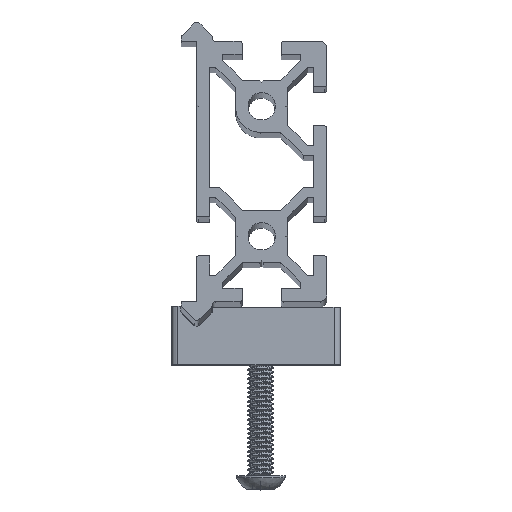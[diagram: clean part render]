
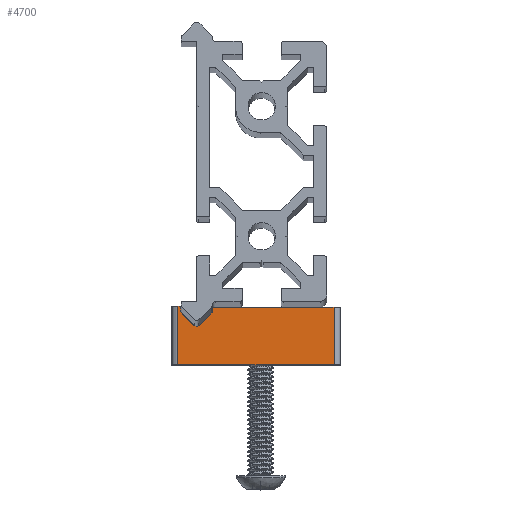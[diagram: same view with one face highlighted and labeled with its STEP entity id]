
A CAD part, top view. The second image highlights one B-rep face of the part: STEP entity #4700.
In plain terms, the highlighted planar face has unit normal (0, 0, 1).
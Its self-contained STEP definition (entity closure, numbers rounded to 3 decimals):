
#214=PLANE('',#5038);
#367=FACE_OUTER_BOUND('',#624,.T.);
#624=EDGE_LOOP('',(#3293,#3294,#3295,#3296,#3297,#3298,#3299,#3300,#3301,
#3302,#3303,#3304,#3305));
#859=LINE('',#6578,#1338);
#864=LINE('',#6590,#1343);
#868=LINE('',#6604,#1347);
#873=LINE('',#6617,#1352);
#887=LINE('',#6666,#1366);
#890=LINE('',#6674,#1369);
#893=LINE('',#6682,#1372);
#896=LINE('',#6689,#1375);
#925=LINE('',#6772,#1404);
#1338=VECTOR('',#5352,10.);
#1343=VECTOR('',#5363,10.);
#1347=VECTOR('',#5375,10.);
#1352=VECTOR('',#5388,10.);
#1366=VECTOR('',#5432,10.);
#1369=VECTOR('',#5441,10.);
#1372=VECTOR('',#5450,10.);
#1375=VECTOR('',#5459,10.);
#1404=VECTOR('',#5548,10.);
#1833=CIRCLE('',#4998,0.4);
#1834=CIRCLE('',#5001,0.6);
#1835=CIRCLE('',#5004,0.6);
#1836=CIRCLE('',#5007,0.6);
#1930=VERTEX_POINT('',#6575);
#1931=VERTEX_POINT('',#6577);
#1935=VERTEX_POINT('',#6589);
#1938=VERTEX_POINT('',#6597);
#1941=VERTEX_POINT('',#6602);
#1963=VERTEX_POINT('',#6659);
#1964=VERTEX_POINT('',#6660);
#1965=VERTEX_POINT('',#6665);
#1966=VERTEX_POINT('',#6669);
#1967=VERTEX_POINT('',#6673);
#1968=VERTEX_POINT('',#6677);
#1969=VERTEX_POINT('',#6681);
#1970=VERTEX_POINT('',#6685);
#2405=EDGE_CURVE('',#1930,#1931,#859,.T.);
#2411=EDGE_CURVE('',#1935,#1931,#864,.T.);
#2418=EDGE_CURVE('',#1941,#1938,#868,.T.);
#2425=EDGE_CURVE('',#1938,#1930,#873,.T.);
#2446=EDGE_CURVE('',#1963,#1964,#1833,.F.);
#2449=EDGE_CURVE('',#1964,#1965,#887,.F.);
#2451=EDGE_CURVE('',#1965,#1966,#1834,.T.);
#2453=EDGE_CURVE('',#1966,#1967,#890,.F.);
#2455=EDGE_CURVE('',#1967,#1968,#1835,.T.);
#2457=EDGE_CURVE('',#1968,#1969,#893,.F.);
#2459=EDGE_CURVE('',#1969,#1970,#1836,.T.);
#2461=EDGE_CURVE('',#1970,#1935,#896,.F.);
#2502=EDGE_CURVE('',#1941,#1963,#925,.T.);
#3293=ORIENTED_EDGE('',*,*,#2405,.F.);
#3294=ORIENTED_EDGE('',*,*,#2425,.F.);
#3295=ORIENTED_EDGE('',*,*,#2418,.F.);
#3296=ORIENTED_EDGE('',*,*,#2502,.T.);
#3297=ORIENTED_EDGE('',*,*,#2446,.T.);
#3298=ORIENTED_EDGE('',*,*,#2449,.T.);
#3299=ORIENTED_EDGE('',*,*,#2451,.T.);
#3300=ORIENTED_EDGE('',*,*,#2453,.T.);
#3301=ORIENTED_EDGE('',*,*,#2455,.T.);
#3302=ORIENTED_EDGE('',*,*,#2457,.T.);
#3303=ORIENTED_EDGE('',*,*,#2459,.T.);
#3304=ORIENTED_EDGE('',*,*,#2461,.T.);
#3305=ORIENTED_EDGE('',*,*,#2411,.T.);
#4700=ADVANCED_FACE('',(#367),#214,.T.);
#4998=AXIS2_PLACEMENT_3D('',#6661,#5426,#5427);
#5001=AXIS2_PLACEMENT_3D('',#6670,#5436,#5437);
#5004=AXIS2_PLACEMENT_3D('',#6678,#5445,#5446);
#5007=AXIS2_PLACEMENT_3D('',#6686,#5454,#5455);
#5038=AXIS2_PLACEMENT_3D('',#6771,#5546,#5547);
#5352=DIRECTION('',(0.,1.,0.));
#5363=DIRECTION('',(-1.,0.,0.));
#5375=DIRECTION('',(0.,-1.,0.));
#5388=DIRECTION('',(-1.,0.,0.));
#5426=DIRECTION('center_axis',(0.,0.,-1.));
#5427=DIRECTION('ref_axis',(0.,1.,0.));
#5432=DIRECTION('',(0.,1.,0.));
#5436=DIRECTION('center_axis',(0.,0.,-1.));
#5437=DIRECTION('ref_axis',(0.707,-0.707,0.));
#5441=DIRECTION('',(0.707,0.707,0.));
#5445=DIRECTION('center_axis',(0.,0.,-1.));
#5446=DIRECTION('ref_axis',(-0.707,-0.707,0.));
#5450=DIRECTION('',(0.707,-0.707,0.));
#5454=DIRECTION('center_axis',(0.,0.,-1.));
#5455=DIRECTION('ref_axis',(-1.,0.,0.));
#5459=DIRECTION('',(0.,-1.,0.));
#5546=DIRECTION('center_axis',(0.,0.,1.));
#5547=DIRECTION('ref_axis',(-1.,0.,0.));
#5548=DIRECTION('',(-1.,0.,0.));
#6575=CARTESIAN_POINT('',(3.625,51.,-448.));
#6577=CARTESIAN_POINT('',(3.625,60.,-448.));
#6578=CARTESIAN_POINT('',(3.625,60.,-448.));
#6589=CARTESIAN_POINT('',(4.025,60.,-448.));
#6590=CARTESIAN_POINT('',(28.625,60.,-448.));
#6597=CARTESIAN_POINT('',(27.625,51.,-448.));
#6602=CARTESIAN_POINT('',(27.625,59.9,-448.));
#6604=CARTESIAN_POINT('',(27.625,60.,-448.));
#6617=CARTESIAN_POINT('',(28.625,51.,-448.));
#6659=CARTESIAN_POINT('',(9.375,59.9,-448.));
#6660=CARTESIAN_POINT('',(8.975,59.5,-448.));
#6661=CARTESIAN_POINT('Origin',(9.375,59.5,-448.));
#6665=CARTESIAN_POINT('',(8.975,59.407,-448.));
#6666=CARTESIAN_POINT('',(8.975,60.,-448.));
#6669=CARTESIAN_POINT('',(8.799,58.983,-448.));
#6670=CARTESIAN_POINT('Origin',(8.375,59.407,-448.));
#6673=CARTESIAN_POINT('',(6.924,57.108,-448.));
#6674=CARTESIAN_POINT('',(14.083,64.267,-448.));
#6677=CARTESIAN_POINT('',(6.076,57.108,-448.));
#6678=CARTESIAN_POINT('Origin',(6.5,57.532,-448.));
#6681=CARTESIAN_POINT('',(4.201,58.983,-448.));
#6682=CARTESIAN_POINT('',(11.167,52.017,-448.));
#6685=CARTESIAN_POINT('',(4.025,59.407,-448.));
#6686=CARTESIAN_POINT('Origin',(4.625,59.407,-448.));
#6689=CARTESIAN_POINT('',(4.025,59.6,-448.));
#6771=CARTESIAN_POINT('Origin',(28.625,60.,-448.));
#6772=CARTESIAN_POINT('',(22.125,59.9,-448.));
